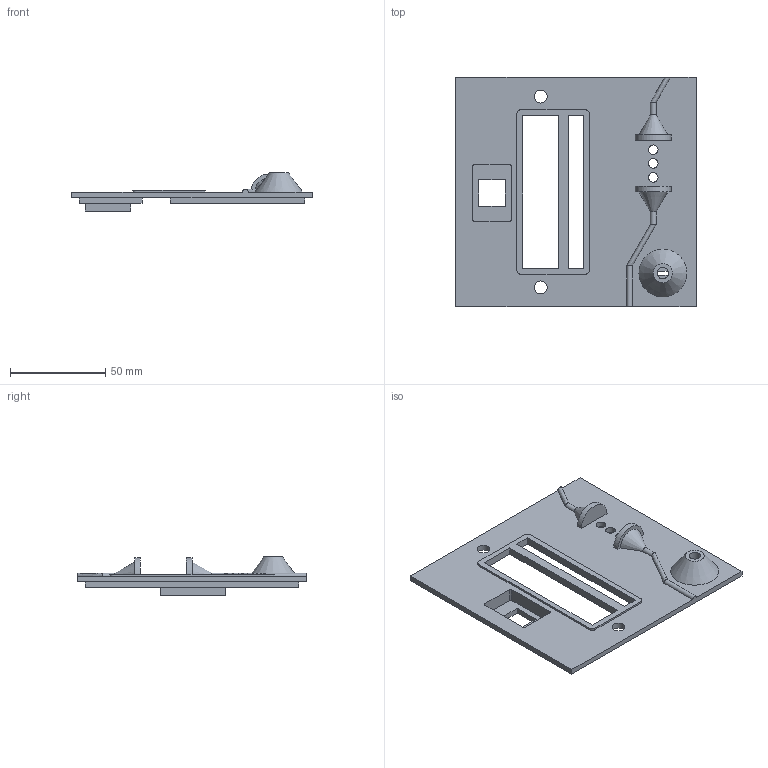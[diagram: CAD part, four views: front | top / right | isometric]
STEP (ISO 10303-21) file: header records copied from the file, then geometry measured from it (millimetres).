
FILE_DESCRIPTION(/* description */ (''),/* implementation_level */ '2;1');
FILE_NAME(/* name */ 'cae0a5a1-83a1-49c5-b8e2-38c660cb4dcc.stp',/* time_stamp */ '2018-12-10T15:03:09+00:00',/* author */ (''),/* organization */ (''),/* preprocessor_version */ 'ST-DEVELOPER v17.2',/* originating_system */ 'Autodesk Translation Framework v7.6.0.251',/* authorisation */ '');
FILE_SCHEMA (('AUTOMOTIVE_DESIGN { 1 0 10303 214 3 1 1 }'));
Length unit declared in the file: millimetre
Products named in the file (2): Front Face Morse; light_cone
Assembly tree (1 placements, depth 2):
  Front Face Morse
    light_cone
Bounding box: 126 x 120 x 20 mm (x, y, z)
Volume: 48390.9 mm3; surface area: 34903.3 mm2
Topology: 2 solids, 2 shells, 94 faces, 253 edges, 167 vertices
Faces by surface type: plane 70, cylinder 19, cone 3, bspline 2
Full cylindrical faces by diameter (mm): 5 x3, 6 x1, 6.75 x2
Entity records: 3086 total; most frequent: CARTESIAN_POINT 570, ORIENTED_EDGE 506, DIRECTION 493, EDGE_CURVE 253, LINE 201, VECTOR 201, VERTEX_POINT 167, AXIS2_PLACEMENT_3D 146
